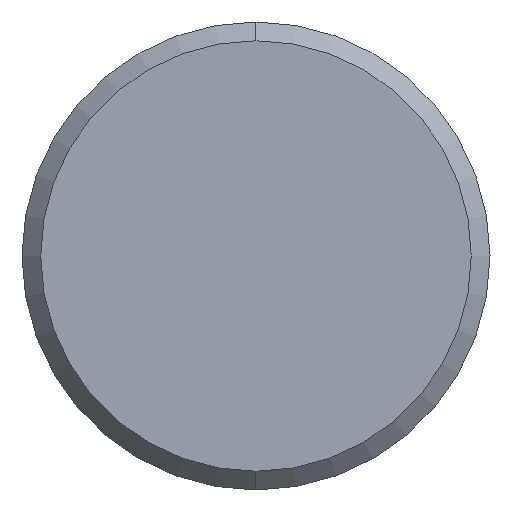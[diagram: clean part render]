
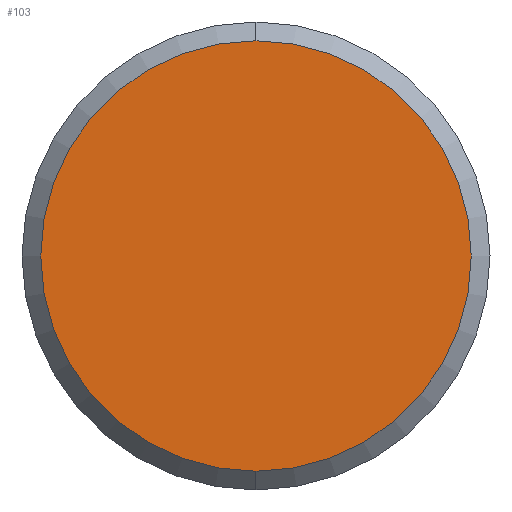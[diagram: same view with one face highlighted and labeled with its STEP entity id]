
A CAD part, left-side view. The second image highlights one B-rep face of the part: STEP entity #103.
In plain terms, the highlighted planar face has unit normal (-1, 0, 0).
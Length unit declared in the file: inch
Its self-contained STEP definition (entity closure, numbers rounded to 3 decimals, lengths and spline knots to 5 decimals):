
#78 = EDGE_LOOP ( 'NONE', ( #258, #117 ) ) ;
#103 = ADVANCED_FACE ( 'NONE', ( #676 ), #616, .F. ) ;
#117 = ORIENTED_EDGE ( 'NONE', *, *, #604, .T. ) ;
#212 = DIRECTION ( 'NONE',  ( 0., 0., 1. ) ) ;
#213 = VERTEX_POINT ( 'NONE', #524 ) ;
#216 = CARTESIAN_POINT ( 'NONE',  ( 0., 0., 0. ) ) ;
#225 = CARTESIAN_POINT ( 'NONE',  ( 0., 0., 0. ) ) ;
#245 = CIRCLE ( 'NONE', #701, 0.11485 ) ;
#258 = ORIENTED_EDGE ( 'NONE', *, *, #370, .T. ) ;
#300 = AXIS2_PLACEMENT_3D ( 'NONE', #216, #680, #739 ) ;
#344 = VERTEX_POINT ( 'NONE', #503 ) ;
#370 = EDGE_CURVE ( 'NONE', #344, #213, #245, .T. ) ;
#384 = CIRCLE ( 'NONE', #459, 0.11485 ) ;
#435 = CARTESIAN_POINT ( 'NONE',  ( 0., 0., 0. ) ) ;
#456 = DIRECTION ( 'NONE',  ( -1., 0., 0. ) ) ;
#459 = AXIS2_PLACEMENT_3D ( 'NONE', #225, #456, #640 ) ;
#503 = CARTESIAN_POINT ( 'NONE',  ( 0., 0., -0.11485 ) ) ;
#524 = CARTESIAN_POINT ( 'NONE',  ( 0., 0., 0.11485 ) ) ;
#557 = DIRECTION ( 'NONE',  ( -1., 0., 0. ) ) ;
#604 = EDGE_CURVE ( 'NONE', #213, #344, #384, .T. ) ;
#616 = PLANE ( 'NONE',  #300 ) ;
#640 = DIRECTION ( 'NONE',  ( 0., 0., 1. ) ) ;
#676 = FACE_OUTER_BOUND ( 'NONE', #78, .T. ) ;
#680 = DIRECTION ( 'NONE',  ( 1., 0., 0. ) ) ;
#701 = AXIS2_PLACEMENT_3D ( 'NONE', #435, #557, #212 ) ;
#739 = DIRECTION ( 'NONE',  ( 0., 0., -1. ) ) ;
